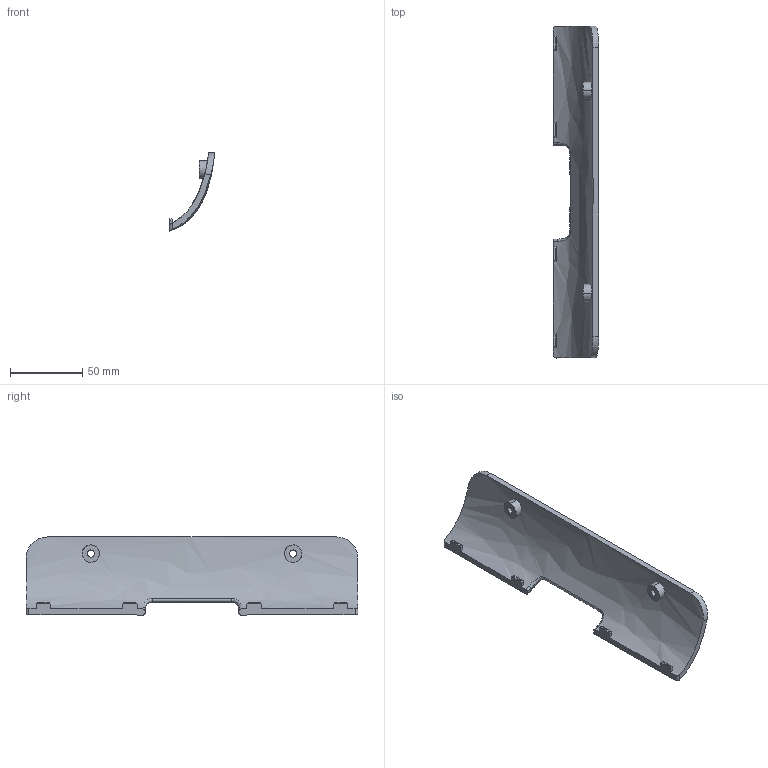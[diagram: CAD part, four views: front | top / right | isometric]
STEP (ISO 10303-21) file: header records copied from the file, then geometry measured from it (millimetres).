
FILE_DESCRIPTION (( 'STEP AP203' ), '1' );
FILE_NAME ('MS001-B.05.019SL.1.1 珆尨ん悵誘欶3.step', '2021-08-27T10:52:47', ( 'Windows User' ), ( 'P R C' ), 'SwSTEP 2.0', 'SolidWorks 2016', '' );
FILE_SCHEMA (( 'CONFIG_CONTROL_DESIGN' ));
Length unit declared in the file: millimetre
Products named in the file (1): MS001-B.05.019SL.1.1 珆尨ん悵誘欶3
Bounding box: 31.58 x 229.6 x 53.99 mm (x, y, z)
Volume: 54349 mm3; surface area: 30233.9 mm2
Topology: 1 solids, 1 shells, 74 faces, 196 edges, 128 vertices
Faces by surface type: plane 36, cylinder 26, bspline 12
Entity records: 3631 total; most frequent: CARTESIAN_POINT 1946, ORIENTED_EDGE 392, DIRECTION 248, EDGE_CURVE 196, VERTEX_POINT 128, LINE 90, VECTOR 90, EDGE_LOOP 82
